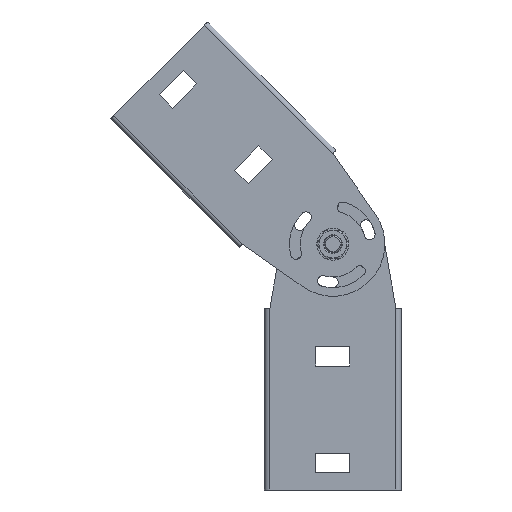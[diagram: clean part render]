
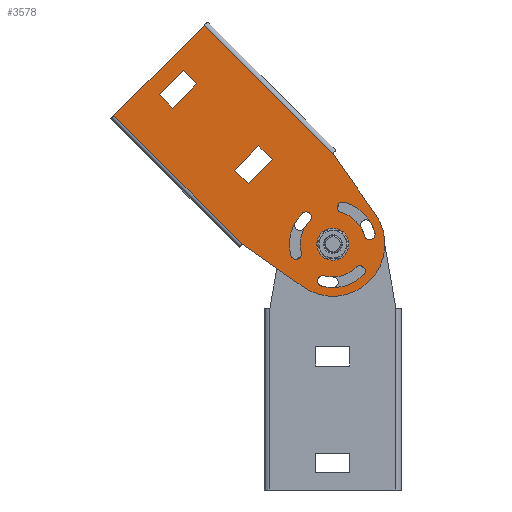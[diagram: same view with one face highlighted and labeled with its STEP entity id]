
A CAD part, left-side view. The second image highlights one B-rep face of the part: STEP entity #3578.
In plain terms, the highlighted planar face has unit normal (-1, 0, 0).
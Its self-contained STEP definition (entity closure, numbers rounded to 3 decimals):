
#2256=DIRECTION('',(0.,0.,-1.));
#2257=VECTOR('',#2256,85.);
#2258=CARTESIAN_POINT('',(0.,2.,0.));
#2259=LINE('',#2258,#2257);
#2514=DIRECTION('',(0.,0.,-1.));
#2515=VECTOR('',#2514,85.);
#2516=CARTESIAN_POINT('',(0.,62.,0.));
#2517=LINE('',#2516,#2515);
#2532=DIRECTION('',(0.,0.174,-0.985));
#2533=VECTOR('',#2532,34.754);
#2534=CARTESIAN_POINT('',(0.,2.,-85.));
#2535=LINE('',#2534,#2533);
#2536=CARTESIAN_POINT('',(0.,32.,-115.));
#2537=DIRECTION('',(1.,0.,0.));
#2538=DIRECTION('',(0.,-0.985,-0.174));
#2539=AXIS2_PLACEMENT_3D('',#2536,#2537,#2538);
#2541=DIRECTION('',(0.,0.174,0.985));
#2542=VECTOR('',#2541,34.754);
#2543=CARTESIAN_POINT('',(0.,55.965,-119.226));
#2544=LINE('',#2543,#2542);
#2545=DIRECTION('',(0.,1.,0.));
#2546=VECTOR('',#2545,16.);
#2547=CARTESIAN_POINT('',(0.,24.,-17.));
#2548=LINE('',#2547,#2546);
#2549=DIRECTION('',(0.,0.,-1.));
#2550=VECTOR('',#2549,9.);
#2551=CARTESIAN_POINT('',(0.,24.,-8.));
#2552=LINE('',#2551,#2550);
#2553=DIRECTION('',(0.,-1.,0.));
#2554=VECTOR('',#2553,16.);
#2555=CARTESIAN_POINT('',(0.,40.,-8.));
#2556=LINE('',#2555,#2554);
#2557=DIRECTION('',(0.,0.,1.));
#2558=VECTOR('',#2557,9.);
#2559=CARTESIAN_POINT('',(0.,40.,-17.));
#2560=LINE('',#2559,#2558);
#2561=DIRECTION('',(0.,1.,0.));
#2562=VECTOR('',#2561,16.);
#2563=CARTESIAN_POINT('',(0.,24.,-67.));
#2564=LINE('',#2563,#2562);
#2565=DIRECTION('',(0.,0.,-1.));
#2566=VECTOR('',#2565,9.);
#2567=CARTESIAN_POINT('',(0.,24.,-58.));
#2568=LINE('',#2567,#2566);
#2569=DIRECTION('',(0.,-1.,0.));
#2570=VECTOR('',#2569,16.);
#2571=CARTESIAN_POINT('',(0.,40.,-58.));
#2572=LINE('',#2571,#2570);
#2573=DIRECTION('',(0.,0.,1.));
#2574=VECTOR('',#2573,9.);
#2575=CARTESIAN_POINT('',(0.,40.,-67.));
#2576=LINE('',#2575,#2574);
#2577=CARTESIAN_POINT('',(0.,32.,-115.));
#2578=DIRECTION('',(1.,0.,0.));
#2579=DIRECTION('',(0.,1.,0.));
#2580=AXIS2_PLACEMENT_3D('',#2577,#2578,#2579);
#2582=CARTESIAN_POINT('',(0.,32.,-115.));
#2583=DIRECTION('',(1.,0.,0.));
#2584=DIRECTION('',(0.,-1.,0.));
#2585=AXIS2_PLACEMENT_3D('',#2582,#2583,#2584);
#2587=CARTESIAN_POINT('',(0.,32.,-115.));
#2588=DIRECTION('',(1.,0.,0.));
#2589=DIRECTION('',(0.,0.,-1.));
#2590=AXIS2_PLACEMENT_3D('',#2587,#2588,#2589);
#2592=CARTESIAN_POINT('',(0.,47.445,-123.917));
#2593=DIRECTION('',(1.,0.,0.));
#2594=DIRECTION('',(0.,0.866,-0.5));
#2595=AXIS2_PLACEMENT_3D('',#2592,#2593,#2594);
#2597=CARTESIAN_POINT('',(0.,32.,-115.));
#2598=DIRECTION('',(1.,0.,0.));
#2599=DIRECTION('',(0.,0.,-1.));
#2600=AXIS2_PLACEMENT_3D('',#2597,#2598,#2599);
#2602=CARTESIAN_POINT('',(0.,32.,-132.835));
#2603=DIRECTION('',(1.,0.,0.));
#2604=DIRECTION('',(0.,0.,1.));
#2605=AXIS2_PLACEMENT_3D('',#2602,#2603,#2604);
#2607=CARTESIAN_POINT('',(0.,32.,-97.165));
#2608=DIRECTION('',(1.,0.,0.));
#2609=DIRECTION('',(0.,0.,1.));
#2610=AXIS2_PLACEMENT_3D('',#2607,#2608,#2609);
#2612=CARTESIAN_POINT('',(0.,32.,-115.));
#2613=DIRECTION('',(1.,0.,0.));
#2614=DIRECTION('',(0.,0.866,0.5));
#2615=AXIS2_PLACEMENT_3D('',#2612,#2613,#2614);
#2617=CARTESIAN_POINT('',(0.,47.445,-106.083));
#2618=DIRECTION('',(1.,0.,0.));
#2619=DIRECTION('',(0.,-0.866,-0.5));
#2620=AXIS2_PLACEMENT_3D('',#2617,#2618,#2619);
#2622=CARTESIAN_POINT('',(0.,32.,-115.));
#2623=DIRECTION('',(1.,0.,0.));
#2624=DIRECTION('',(0.,0.866,0.5));
#2625=AXIS2_PLACEMENT_3D('',#2622,#2623,#2624);
#2627=CARTESIAN_POINT('',(0.,16.555,-123.917));
#2628=DIRECTION('',(1.,0.,0.));
#2629=DIRECTION('',(0.,-0.866,-0.5));
#2630=AXIS2_PLACEMENT_3D('',#2627,#2628,#2629);
#2632=CARTESIAN_POINT('',(0.,32.,-115.));
#2633=DIRECTION('',(1.,0.,0.));
#2634=DIRECTION('',(0.,-0.866,0.5));
#2635=AXIS2_PLACEMENT_3D('',#2632,#2633,#2634);
#2637=CARTESIAN_POINT('',(0.,16.555,-106.083));
#2638=DIRECTION('',(1.,0.,0.));
#2639=DIRECTION('',(0.,0.866,-0.5));
#2640=AXIS2_PLACEMENT_3D('',#2637,#2638,#2639);
#2642=CARTESIAN_POINT('',(0.,32.,-115.));
#2643=DIRECTION('',(1.,0.,0.));
#2644=DIRECTION('',(0.,-0.866,0.5));
#2645=AXIS2_PLACEMENT_3D('',#2642,#2643,#2644);
#2791=DIRECTION('',(0.,-1.,0.));
#2792=VECTOR('',#2791,60.);
#2793=CARTESIAN_POINT('',(0.,62.,0.));
#2794=LINE('',#2793,#2792);
#2939=CARTESIAN_POINT('',(0.,62.,0.));
#2940=CARTESIAN_POINT('',(0.,2.,0.));
#2941=VERTEX_POINT('',#2939);
#2942=VERTEX_POINT('',#2940);
#2959=CARTESIAN_POINT('',(0.,2.,-85.));
#2960=CARTESIAN_POINT('',(0.,8.035,-119.226));
#2961=VERTEX_POINT('',#2959);
#2962=VERTEX_POINT('',#2960);
#2963=CARTESIAN_POINT('',(0.,55.965,-119.226));
#2964=VERTEX_POINT('',#2963);
#2965=CARTESIAN_POINT('',(0.,62.,-85.));
#2966=VERTEX_POINT('',#2965);
#2967=CARTESIAN_POINT('',(0.,36.5,-115.));
#2968=CARTESIAN_POINT('',(0.,27.5,-115.));
#2969=VERTEX_POINT('',#2967);
#2970=VERTEX_POINT('',#2968);
#2979=CARTESIAN_POINT('',(0.,32.,-130.335));
#2980=CARTESIAN_POINT('',(0.,45.28,-122.667));
#2981=VERTEX_POINT('',#2979);
#2982=VERTEX_POINT('',#2980);
#2983=CARTESIAN_POINT('',(0.,49.61,-125.167));
#2984=VERTEX_POINT('',#2983);
#2985=CARTESIAN_POINT('',(0.,32.,-135.335));
#2986=VERTEX_POINT('',#2985);
#2995=CARTESIAN_POINT('',(0.,32.,-94.665));
#2996=CARTESIAN_POINT('',(0.,32.,-99.665));
#2997=VERTEX_POINT('',#2995);
#2998=VERTEX_POINT('',#2996);
#3003=CARTESIAN_POINT('',(0.,14.39,-125.167));
#3004=CARTESIAN_POINT('',(0.,18.72,-122.667));
#3005=VERTEX_POINT('',#3003);
#3006=VERTEX_POINT('',#3004);
#3011=CARTESIAN_POINT('',(0.,45.28,-107.333));
#3012=VERTEX_POINT('',#3011);
#3013=CARTESIAN_POINT('',(0.,49.61,-104.833));
#3014=VERTEX_POINT('',#3013);
#3019=CARTESIAN_POINT('',(0.,18.72,-107.333));
#3020=VERTEX_POINT('',#3019);
#3021=CARTESIAN_POINT('',(0.,14.39,-104.833));
#3022=VERTEX_POINT('',#3021);
#3047=CARTESIAN_POINT('',(0.,24.,-17.));
#3048=CARTESIAN_POINT('',(0.,40.,-17.));
#3049=VERTEX_POINT('',#3047);
#3050=VERTEX_POINT('',#3048);
#3051=CARTESIAN_POINT('',(0.,40.,-8.));
#3052=VERTEX_POINT('',#3051);
#3053=CARTESIAN_POINT('',(0.,24.,-8.));
#3054=VERTEX_POINT('',#3053);
#3063=CARTESIAN_POINT('',(0.,24.,-67.));
#3064=CARTESIAN_POINT('',(0.,40.,-67.));
#3065=VERTEX_POINT('',#3063);
#3066=VERTEX_POINT('',#3064);
#3067=CARTESIAN_POINT('',(0.,40.,-58.));
#3068=VERTEX_POINT('',#3067);
#3069=CARTESIAN_POINT('',(0.,24.,-58.));
#3070=VERTEX_POINT('',#3069);
#3505=CARTESIAN_POINT('',(0.,64.,0.));
#3506=DIRECTION('',(-1.,0.,0.));
#3507=DIRECTION('',(0.,-1.,0.));
#3508=AXIS2_PLACEMENT_3D('',#3505,#3506,#3507);
#3509=PLANE('',#3508);
#3510=ORIENTED_EDGE('',*,*,#3265,.T.);
#3512=ORIENTED_EDGE('',*,*,#3511,.T.);
#3514=ORIENTED_EDGE('',*,*,#3513,.T.);
#3516=ORIENTED_EDGE('',*,*,#3515,.T.);
#3517=ORIENTED_EDGE('',*,*,#3495,.F.);
#3519=ORIENTED_EDGE('',*,*,#3518,.T.);
#3520=EDGE_LOOP('',(#3510,#3512,#3514,#3516,#3517,#3519));
#3521=FACE_OUTER_BOUND('',#3520,.F.);
#3523=ORIENTED_EDGE('',*,*,#3522,.F.);
#3525=ORIENTED_EDGE('',*,*,#3524,.F.);
#3527=ORIENTED_EDGE('',*,*,#3526,.F.);
#3529=ORIENTED_EDGE('',*,*,#3528,.F.);
#3530=EDGE_LOOP('',(#3523,#3525,#3527,#3529));
#3531=FACE_BOUND('',#3530,.F.);
#3533=ORIENTED_EDGE('',*,*,#3532,.F.);
#3535=ORIENTED_EDGE('',*,*,#3534,.F.);
#3537=ORIENTED_EDGE('',*,*,#3536,.F.);
#3539=ORIENTED_EDGE('',*,*,#3538,.F.);
#3540=EDGE_LOOP('',(#3533,#3535,#3537,#3539));
#3541=FACE_BOUND('',#3540,.F.);
#3543=ORIENTED_EDGE('',*,*,#3542,.F.);
#3545=ORIENTED_EDGE('',*,*,#3544,.F.);
#3546=EDGE_LOOP('',(#3543,#3545));
#3547=FACE_BOUND('',#3546,.F.);
#3549=ORIENTED_EDGE('',*,*,#3548,.T.);
#3551=ORIENTED_EDGE('',*,*,#3550,.F.);
#3553=ORIENTED_EDGE('',*,*,#3552,.F.);
#3555=ORIENTED_EDGE('',*,*,#3554,.F.);
#3556=EDGE_LOOP('',(#3549,#3551,#3553,#3555));
#3557=FACE_BOUND('',#3556,.F.);
#3559=ORIENTED_EDGE('',*,*,#3558,.F.);
#3561=ORIENTED_EDGE('',*,*,#3560,.F.);
#3563=ORIENTED_EDGE('',*,*,#3562,.F.);
#3565=ORIENTED_EDGE('',*,*,#3564,.T.);
#3566=EDGE_LOOP('',(#3559,#3561,#3563,#3565));
#3567=FACE_BOUND('',#3566,.F.);
#3569=ORIENTED_EDGE('',*,*,#3568,.F.);
#3571=ORIENTED_EDGE('',*,*,#3570,.F.);
#3573=ORIENTED_EDGE('',*,*,#3572,.F.);
#3575=ORIENTED_EDGE('',*,*,#3574,.T.);
#3576=EDGE_LOOP('',(#3569,#3571,#3573,#3575));
#3577=FACE_BOUND('',#3576,.F.);
#3578=ADVANCED_FACE('',(#3521,#3531,#3541,#3547,#3557,#3567,#3577),#3509,.T.);
#2540=CIRCLE('',#2539,24.335);
#2581=CIRCLE('',#2580,4.5);
#2586=CIRCLE('',#2585,4.5);
#2591=CIRCLE('',#2590,15.335);
#2596=CIRCLE('',#2595,2.5);
#2601=CIRCLE('',#2600,20.335);
#2606=CIRCLE('',#2605,2.5);
#2611=CIRCLE('',#2610,2.5);
#2616=CIRCLE('',#2615,20.335);
#2621=CIRCLE('',#2620,2.5);
#2626=CIRCLE('',#2625,15.335);
#2631=CIRCLE('',#2630,2.5);
#2636=CIRCLE('',#2635,20.335);
#2641=CIRCLE('',#2640,2.5);
#2646=CIRCLE('',#2645,15.335);
#3265=EDGE_CURVE('',#2942,#2961,#2259,.T.);
#3495=EDGE_CURVE('',#2941,#2966,#2517,.T.);
#3511=EDGE_CURVE('',#2961,#2962,#2535,.T.);
#3513=EDGE_CURVE('',#2962,#2964,#2540,.T.);
#3515=EDGE_CURVE('',#2964,#2966,#2544,.T.);
#3518=EDGE_CURVE('',#2941,#2942,#2794,.T.);
#3522=EDGE_CURVE('',#3049,#3050,#2548,.T.);
#3524=EDGE_CURVE('',#3054,#3049,#2552,.T.);
#3526=EDGE_CURVE('',#3052,#3054,#2556,.T.);
#3528=EDGE_CURVE('',#3050,#3052,#2560,.T.);
#3532=EDGE_CURVE('',#3065,#3066,#2564,.T.);
#3534=EDGE_CURVE('',#3070,#3065,#2568,.T.);
#3536=EDGE_CURVE('',#3068,#3070,#2572,.T.);
#3538=EDGE_CURVE('',#3066,#3068,#2576,.T.);
#3542=EDGE_CURVE('',#2969,#2970,#2581,.T.);
#3544=EDGE_CURVE('',#2970,#2969,#2586,.T.);
#3548=EDGE_CURVE('',#2981,#2982,#2591,.T.);
#3550=EDGE_CURVE('',#2984,#2982,#2596,.T.);
#3552=EDGE_CURVE('',#2986,#2984,#2601,.T.);
#3554=EDGE_CURVE('',#2981,#2986,#2606,.T.);
#3558=EDGE_CURVE('',#2997,#2998,#2611,.T.);
#3560=EDGE_CURVE('',#3014,#2997,#2616,.T.);
#3562=EDGE_CURVE('',#3012,#3014,#2621,.T.);
#3564=EDGE_CURVE('',#3012,#2998,#2626,.T.);
#3568=EDGE_CURVE('',#3005,#3006,#2631,.T.);
#3570=EDGE_CURVE('',#3022,#3005,#2636,.T.);
#3572=EDGE_CURVE('',#3020,#3022,#2641,.T.);
#3574=EDGE_CURVE('',#3020,#3006,#2646,.T.);
